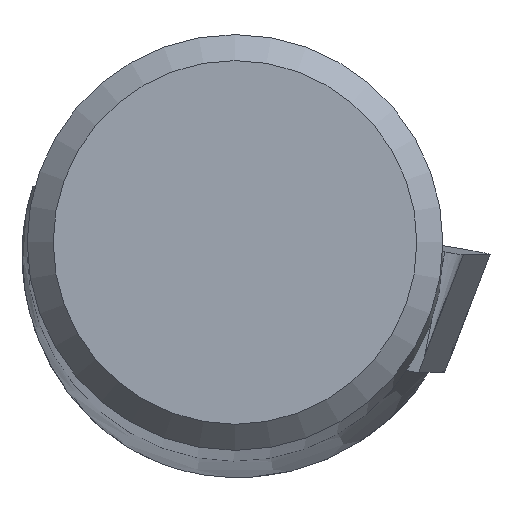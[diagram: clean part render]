
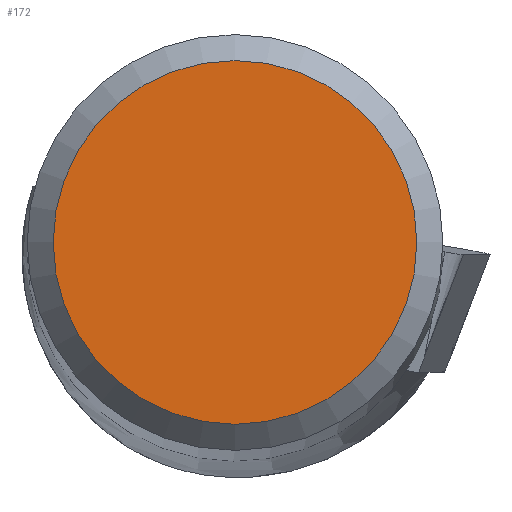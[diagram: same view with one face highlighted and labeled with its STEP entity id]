
A CAD part, top view. The second image highlights one B-rep face of the part: STEP entity #172.
In plain terms, the highlighted planar face has unit normal (0, 0, 1).
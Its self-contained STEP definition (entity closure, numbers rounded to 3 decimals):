
#135=FACE_OUTER_BOUND('',#364,.T.);
#172=ADVANCED_FACE('',(#135),#198,.T.);
#198=PLANE('',#862);
#364=EDGE_LOOP('',(#482));
#482=ORIENTED_EDGE('',*,*,#691,.F.);
#613=VERTEX_POINT('',#1359);
#691=EDGE_CURVE('',#613,#613,#738,.T.);
#738=CIRCLE('',#860,3.494);
#860=AXIS2_PLACEMENT_3D('',#1358,#1008,#1009);
#862=AXIS2_PLACEMENT_3D('',#1361,#1012,#1013);
#1008=DIRECTION('',(0.,0.,-1.));
#1009=DIRECTION('',(-1.,0.,0.));
#1012=DIRECTION('',(0.,0.,1.));
#1013=DIRECTION('',(-1.,0.,0.));
#1358=CARTESIAN_POINT('',(0.,0.,0.));
#1359=CARTESIAN_POINT('',(-3.494,0.,0.));
#1361=CARTESIAN_POINT('',(0.,0.,0.));
